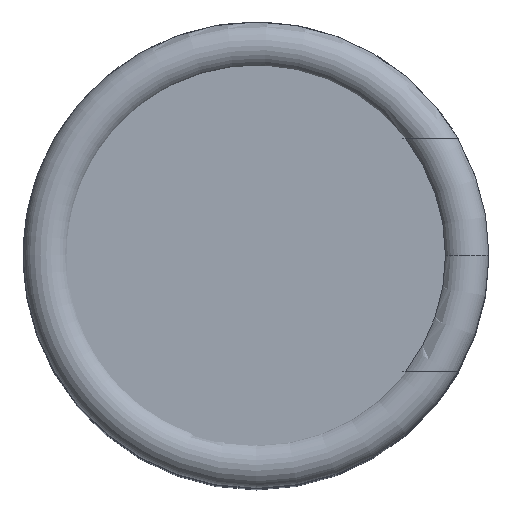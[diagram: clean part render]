
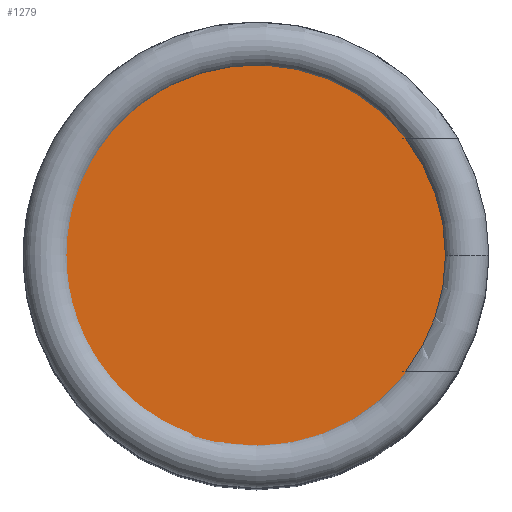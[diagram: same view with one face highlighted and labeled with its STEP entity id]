
A CAD part, top view. The second image highlights one B-rep face of the part: STEP entity #1279.
In plain terms, the highlighted planar face has unit normal (0, 0, 1).
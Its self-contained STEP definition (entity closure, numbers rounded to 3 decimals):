
#1250 = EDGE_CURVE('',#1251,#1251,#1253,.T.);
#1251 = VERTEX_POINT('',#1252);
#1252 = CARTESIAN_POINT('',(4.5,0.,19.75));
#1253 = CIRCLE('',#1254,4.5);
#1254 = AXIS2_PLACEMENT_3D('',#1255,#1256,#1257);
#1255 = CARTESIAN_POINT('',(0.,0.,19.75));
#1256 = DIRECTION('',(0.,0.,1.));
#1257 = DIRECTION('',(1.,0.,0.));
#1279 = ADVANCED_FACE('',(#1280),#1283,.T.);
#1280 = FACE_BOUND('',#1281,.T.);
#1281 = EDGE_LOOP('',(#1282));
#1282 = ORIENTED_EDGE('',*,*,#1250,.T.);
#1283 = PLANE('',#1284);
#1284 = AXIS2_PLACEMENT_3D('',#1285,#1286,#1287);
#1285 = CARTESIAN_POINT('',(0.,0.,19.75));
#1286 = DIRECTION('',(0.,0.,1.));
#1287 = DIRECTION('',(1.,0.,0.));
